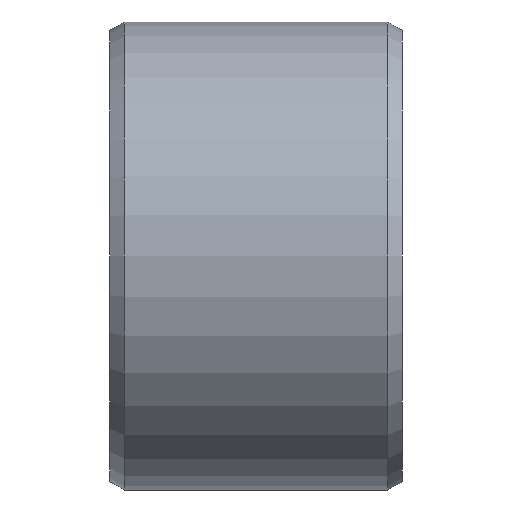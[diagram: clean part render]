
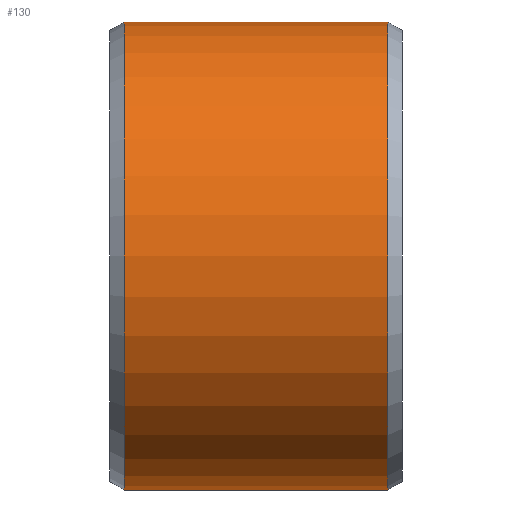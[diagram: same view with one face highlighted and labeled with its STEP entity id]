
A CAD part, front view. The second image highlights one B-rep face of the part: STEP entity #130.
In plain terms, the highlighted cylindrical face has radius 8 mm (diameter 16 mm), a partial arc.
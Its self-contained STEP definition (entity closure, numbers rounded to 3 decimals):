
#4 = EDGE_CURVE ( 'NONE', #97, #198, #138, .T. ) ;
#7 = DIRECTION ( 'NONE',  ( 0., 0., 1. ) ) ;
#8 = CYLINDRICAL_SURFACE ( 'NONE', #20, 8. ) ;
#20 = AXIS2_PLACEMENT_3D ( 'NONE', #33, #34, #7 ) ;
#24 = DIRECTION ( 'NONE',  ( -1., 0., 0. ) ) ;
#33 = CARTESIAN_POINT ( 'NONE',  ( 0., 0., 0. ) ) ;
#34 = DIRECTION ( 'NONE',  ( -1., 0., 0. ) ) ;
#43 = ORIENTED_EDGE ( 'NONE', *, *, #123, .F. ) ;
#72 = EDGE_LOOP ( 'NONE', ( #43, #112, #300, #293 ) ) ;
#97 = VERTEX_POINT ( 'NONE', #276 ) ;
#107 = VECTOR ( 'NONE', #24, 1000. ) ;
#112 = ORIENTED_EDGE ( 'NONE', *, *, #346, .T. ) ;
#121 = CIRCLE ( 'NONE', #134, 8. ) ;
#123 = EDGE_CURVE ( 'NONE', #337, #97, #277, .T. ) ;
#130 = ADVANCED_FACE ( 'NONE', ( #255 ), #8, .T. ) ;
#134 = AXIS2_PLACEMENT_3D ( 'NONE', #218, #367, #331 ) ;
#138 = CIRCLE ( 'NONE', #182, 8. ) ;
#180 = DIRECTION ( 'NONE',  ( -1., 0., 0. ) ) ;
#182 = AXIS2_PLACEMENT_3D ( 'NONE', #335, #225, #376 ) ;
#198 = VERTEX_POINT ( 'NONE', #297 ) ;
#200 = LINE ( 'NONE', #233, #107 ) ;
#218 = CARTESIAN_POINT ( 'NONE',  ( 4.5, 0., 0. ) ) ;
#223 = CARTESIAN_POINT ( 'NONE',  ( 4.5, 0., 8. ) ) ;
#225 = DIRECTION ( 'NONE',  ( -1., 0., 0. ) ) ;
#233 = CARTESIAN_POINT ( 'NONE',  ( 0., 0., 8. ) ) ;
#255 = FACE_OUTER_BOUND ( 'NONE', #72, .T. ) ;
#261 = VERTEX_POINT ( 'NONE', #223 ) ;
#276 = CARTESIAN_POINT ( 'NONE',  ( -4.5, 0., -8. ) ) ;
#277 = LINE ( 'NONE', #348, #320 ) ;
#293 = ORIENTED_EDGE ( 'NONE', *, *, #4, .F. ) ;
#297 = CARTESIAN_POINT ( 'NONE',  ( -4.5, 0., 8. ) ) ;
#300 = ORIENTED_EDGE ( 'NONE', *, *, #365, .T. ) ;
#320 = VECTOR ( 'NONE', #180, 1000. ) ;
#331 = DIRECTION ( 'NONE',  ( 0., 0., 1. ) ) ;
#335 = CARTESIAN_POINT ( 'NONE',  ( -4.5, 0., 0. ) ) ;
#337 = VERTEX_POINT ( 'NONE', #360 ) ;
#346 = EDGE_CURVE ( 'NONE', #337, #261, #121, .T. ) ;
#348 = CARTESIAN_POINT ( 'NONE',  ( 0., 0., -8. ) ) ;
#360 = CARTESIAN_POINT ( 'NONE',  ( 4.5, 0., -8. ) ) ;
#365 = EDGE_CURVE ( 'NONE', #261, #198, #200, .T. ) ;
#367 = DIRECTION ( 'NONE',  ( -1., 0., 0. ) ) ;
#376 = DIRECTION ( 'NONE',  ( 0., 0., 1. ) ) ;
